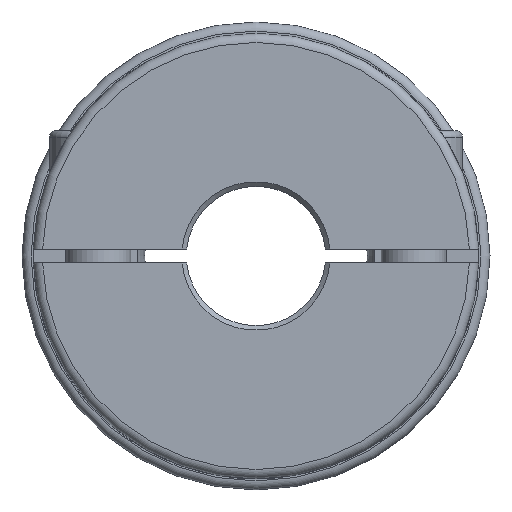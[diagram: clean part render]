
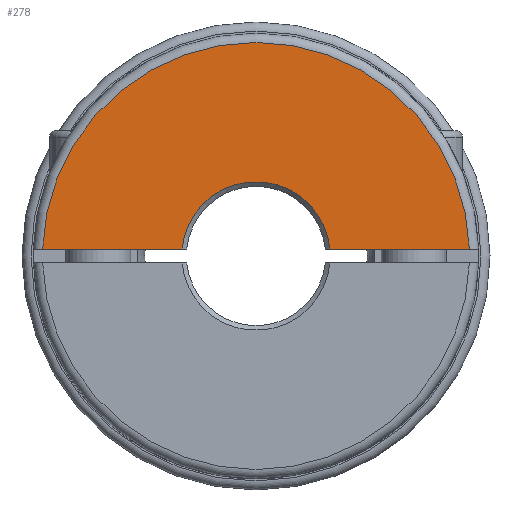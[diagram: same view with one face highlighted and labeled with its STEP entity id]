
A CAD part, left-side view. The second image highlights one B-rep face of the part: STEP entity #278.
In plain terms, the highlighted planar face has unit normal (-1, 0, 0).
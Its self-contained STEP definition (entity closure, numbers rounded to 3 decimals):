
#278 = ADVANCED_FACE( '', ( #698 ), #699, .F. );
#698 = FACE_OUTER_BOUND( '', #1319, .T. );
#699 = PLANE( '', #1320 );
#1319 = EDGE_LOOP( '', ( #2107, #2108, #2109, #2110 ) );
#1320 = AXIS2_PLACEMENT_3D( '', #2111, #2112, #2113 );
#2107 = ORIENTED_EDGE( '', *, *, #3269, .T. );
#2108 = ORIENTED_EDGE( '', *, *, #3199, .T. );
#2109 = ORIENTED_EDGE( '', *, *, #3171, .T. );
#2110 = ORIENTED_EDGE( '', *, *, #3270, .T. );
#2111 = CARTESIAN_POINT( '', ( 0., 0., 11.5 ) );
#2112 = DIRECTION( '', ( 1., 0., 0. ) );
#2113 = DIRECTION( '', ( 0., 0., 1. ) );
#3171 = EDGE_CURVE( '', #3709, #3707, #3710, .T. );
#3199 = EDGE_CURVE( '', #3754, #3709, #3755, .T. );
#3269 = EDGE_CURVE( '', #3867, #3754, #3868, .T. );
#3270 = EDGE_CURVE( '', #3707, #3867, #3869, .T. );
#3707 = VERTEX_POINT( '', #4461 );
#3709 = VERTEX_POINT( '', #4476 );
#3710 = LINE( '', #4477, #4478 );
#3754 = VERTEX_POINT( '', #4848 );
#3755 = CIRCLE( '', #4849, 16. );
#3867 = VERTEX_POINT( '', #5075 );
#3868 = LINE( '', #5076, #5077 );
#3869 = CIRCLE( '', #5078, 46. );
#4461 = CARTESIAN_POINT( '', ( 0., -45.976, 1.5 ) );
#4476 = CARTESIAN_POINT( '', ( 0., -15.93, 1.5 ) );
#4477 = CARTESIAN_POINT( '', ( 0., 0., 1.5 ) );
#4478 = VECTOR( '', #6176, 1000. );
#4848 = CARTESIAN_POINT( '', ( 0., 15.93, 1.5 ) );
#4849 = AXIS2_PLACEMENT_3D( '', #6210, #6211, #6212 );
#5075 = CARTESIAN_POINT( '', ( 0., 45.976, 1.5 ) );
#5076 = CARTESIAN_POINT( '', ( 0., 0., 1.5 ) );
#5077 = VECTOR( '', #6301, 1000. );
#5078 = AXIS2_PLACEMENT_3D( '', #6302, #6303, #6304 );
#6176 = DIRECTION( '', ( 0., -1., 0. ) );
#6210 = CARTESIAN_POINT( '', ( 0., 0., 0. ) );
#6211 = DIRECTION( '', ( 1., 0., 0. ) );
#6212 = DIRECTION( '', ( 0., 1., 0. ) );
#6301 = DIRECTION( '', ( 0., -1., 0. ) );
#6302 = CARTESIAN_POINT( '', ( 0., 0., 0. ) );
#6303 = DIRECTION( '', ( -1., 0., 0. ) );
#6304 = DIRECTION( '', ( 0., 0., 1. ) );
